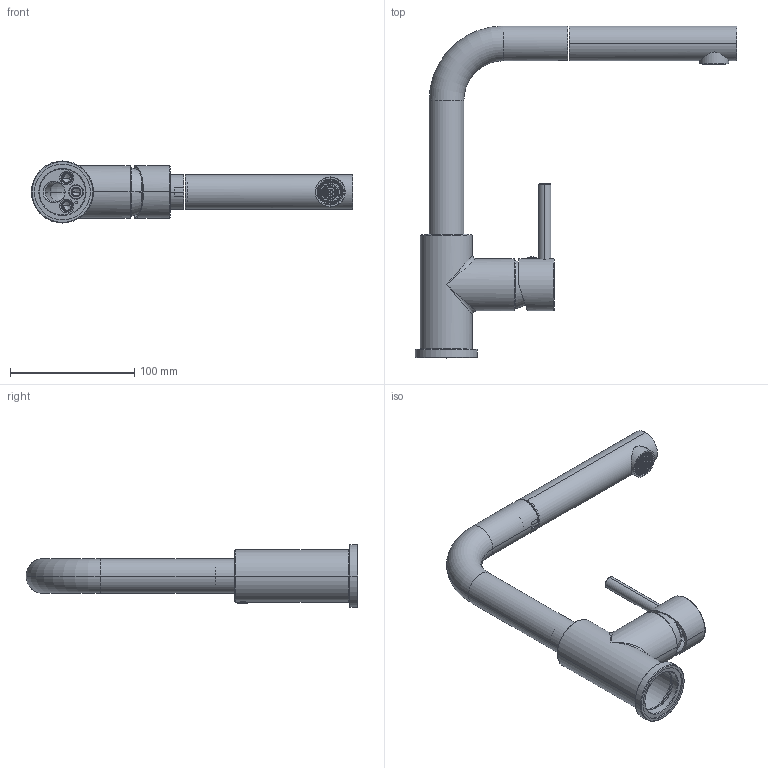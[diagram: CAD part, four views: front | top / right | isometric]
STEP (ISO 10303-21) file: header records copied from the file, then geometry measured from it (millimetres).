
FILE_DESCRIPTION((''),'2;1');
FILE_NAME('400460NDR0_ASM_1_ASM','2024-11-21T14:04:20',('sruga'),('Armando Vicario'),'CREO PARAMETRIC BY PTC INC, 2021404','CREO PARAMETRIC BY PTC INC, 2021404','');
FILE_SCHEMA(('CONFIG_CONTROL_DESIGN'));
Length unit declared in the file: millimetre
Products named in the file (29): 01022001_1; 05002003_1_1_2; 16000658_ASM_1_1_ASM; 16000539_ASM_1_ASM; 12036401_1; 16000528_ASM_1_ASM; 02032001_AF0_1; AMFAG_CONT_CART_AER_22X1F_AF0_1; 10040006AB_AF1_1; AMFAG_RETINA_AF1_1; AMFAG_FILTRO_AF1_1; AMFAG_CART_AERATRICE_CL-B_AF1_A_ASM; 04000438_AF0_1; 11032306_AF0_ASM_1_ASM; 16000241_AF0_ASM_1_ASM; 16000625_ASM_1_ASM; 12053901_1_1_2; 16000181_ASM_1_1_ASM; 12054701_1_1_2; 16000794_ASM_1_1_ASM; 03000045_1; 12019501_1; 04000035_1; 06000907_1_1_2; 16000128_ASM_1_1_ASM; 05002103_1_1_2; 16000444_ASM_1_1_ASM; 16000005_ASM_1_ASM; 400460NDR0_ASM_1_ASM
Assembly tree (28 placements, depth 6):
  400460NDR0_ASM_1_ASM
    16000539_ASM_1_ASM
      01022001_1
      16000658_ASM_1_1_ASM
        05002003_1_1_2
    16000528_ASM_1_ASM
      12036401_1
    16000625_ASM_1_ASM
      02032001_AF0_1
      16000241_AF0_ASM_1_ASM
        11032306_AF0_ASM_1_ASM
          AMFAG_CONT_CART_AER_22X1F_AF0_1
          AMFAG_CART_AERATRICE_CL-B_AF1_A_ASM
            10040006AB_AF1_1
            AMFAG_RETINA_AF1_1
            AMFAG_FILTRO_AF1_1
          04000438_AF0_1
    16000181_ASM_1_1_ASM
      12053901_1_1_2
    16000794_ASM_1_1_ASM
      12054701_1_1_2
    16000005_ASM_1_ASM
      03000045_1
      12019501_1
      04000035_1
      16000128_ASM_1_1_ASM
        06000907_1_1_2
      16000444_ASM_1_1_ASM
        05002103_1_1_2
Bounding box: 258.9 x 267.6 x 50 mm (x, y, z)
Volume: 167556.3 mm3; surface area: 129022.4 mm2
Topology: 15 solids, 29 shells, 2770 faces, 8420 edges, 5545 vertices
Faces by surface type: plane 1898, cylinder 564, cone 194, torus 70, bspline 30, sphere 14
Entity records: 106256 total; most frequent: CARTESIAN_POINT 33218, ORIENTED_EDGE 16649, DIRECTION 12554, EDGE_CURVE 8396, VERTEX_POINT 5545, AXIS2_PLACEMENT_3D 4551, EDGE_LOOP 3724, VECTOR 3452
